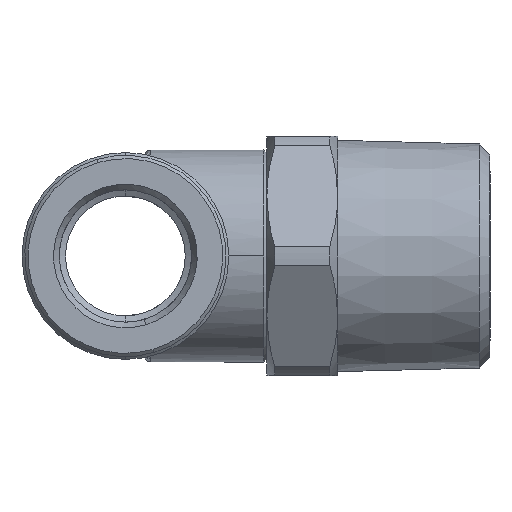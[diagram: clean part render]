
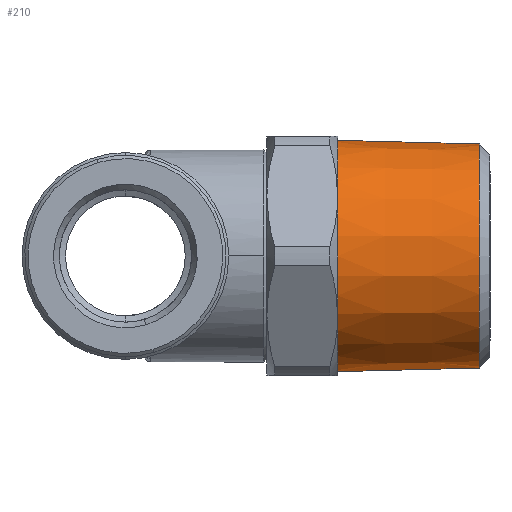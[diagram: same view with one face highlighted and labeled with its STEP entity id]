
A CAD part, left-side view. The second image highlights one B-rep face of the part: STEP entity #210.
In plain terms, the highlighted conical face has half-angle 1.47 degrees and reference radius 10.626 mm.
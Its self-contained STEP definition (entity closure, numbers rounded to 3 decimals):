
#47 = ORIENTED_EDGE ( 'NONE', *, *, #218, .F. ) ;
#182 = EDGE_LOOP ( 'NONE', ( #184, #47, #211, #219 ) ) ;
#184 = ORIENTED_EDGE ( 'NONE', *, *, #2017, .F. ) ;
#191 = EDGE_CURVE ( 'NONE', #2032, #2003, #2653, .T. ) ;
#210 = ADVANCED_FACE ( 'NONE', ( #2721 ), #2720, .T. ) ;
#211 = ORIENTED_EDGE ( 'NONE', *, *, #2037, .T. ) ;
#218 = EDGE_CURVE ( 'NONE', #2034, #2015, #2703, .T. ) ;
#219 = ORIENTED_EDGE ( 'NONE', *, *, #191, .T. ) ;
#1642 = CARTESIAN_POINT ( 'NONE',  ( 0., -19.5, -10.626 ) ) ;
#1645 = CARTESIAN_POINT ( 'NONE',  ( 0., -19.5, -10.626 ) ) ;
#1646 = LINE ( 'NONE', #1645, #1663 ) ;
#1662 = DIRECTION ( 'NONE',  ( 0., 1., -0.026 ) ) ;
#1663 = VECTOR ( 'NONE', #1662, 1000. ) ;
#1669 = CARTESIAN_POINT ( 'NONE',  ( 0., -32.5, -10.293 ) ) ;
#1671 = VECTOR ( 'NONE', #1686, 1000. ) ;
#1677 = CARTESIAN_POINT ( 'NONE',  ( 0., -32.5, 10.293 ) ) ;
#1684 = LINE ( 'NONE', #1687, #1671 ) ;
#1685 = CARTESIAN_POINT ( 'NONE',  ( 0., -19.5, 10.626 ) ) ;
#1686 = DIRECTION ( 'NONE',  ( 0., 1., 0.026 ) ) ;
#1687 = CARTESIAN_POINT ( 'NONE',  ( 0., -19.5, 10.626 ) ) ;
#2003 = VERTEX_POINT ( 'NONE', #1642 ) ;
#2015 = VERTEX_POINT ( 'NONE', #1669 ) ;
#2017 = EDGE_CURVE ( 'NONE', #2015, #2003, #1646, .T. ) ;
#2032 = VERTEX_POINT ( 'NONE', #1685 ) ;
#2034 = VERTEX_POINT ( 'NONE', #1677 ) ;
#2037 = EDGE_CURVE ( 'NONE', #2034, #2032, #1684, .T. ) ;
#2649 = DIRECTION ( 'NONE',  ( 0., 0., -1. ) ) ;
#2650 = DIRECTION ( 'NONE',  ( 0., -1., 0. ) ) ;
#2651 = CARTESIAN_POINT ( 'NONE',  ( 0., -19.5, 0. ) ) ;
#2652 = AXIS2_PLACEMENT_3D ( 'NONE', #2651, #2650, #2649 ) ;
#2653 = CIRCLE ( 'NONE', #2652, 10.626 ) ;
#2703 = CIRCLE ( 'NONE', #2727, 10.293 ) ;
#2706 = DIRECTION ( 'NONE',  ( 0., 1., 0. ) ) ;
#2707 = CARTESIAN_POINT ( 'NONE',  ( 0., -19.5, 0. ) ) ;
#2710 = DIRECTION ( 'NONE',  ( 0., 0., 1. ) ) ;
#2719 = AXIS2_PLACEMENT_3D ( 'NONE', #2707, #2706, #2710 ) ;
#2720 = CONICAL_SURFACE ( 'NONE', #2719, 10.626, 0.026 ) ;
#2721 = FACE_OUTER_BOUND ( 'NONE', #182, .T. ) ;
#2724 = CARTESIAN_POINT ( 'NONE',  ( 0., -32.5, 0. ) ) ;
#2725 = DIRECTION ( 'NONE',  ( 0., 0., -1. ) ) ;
#2726 = DIRECTION ( 'NONE',  ( 0., -1., 0. ) ) ;
#2727 = AXIS2_PLACEMENT_3D ( 'NONE', #2724, #2726, #2725 ) ;
